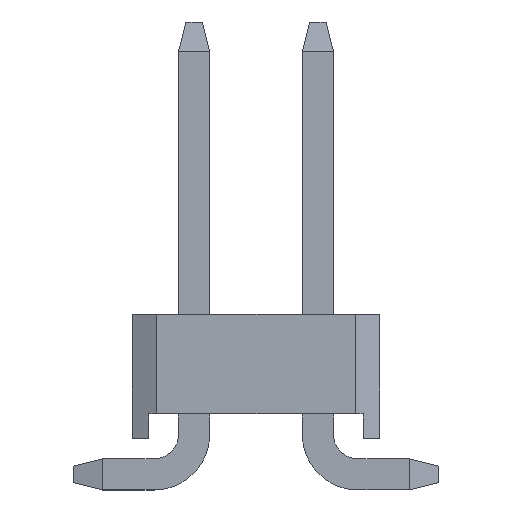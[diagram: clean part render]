
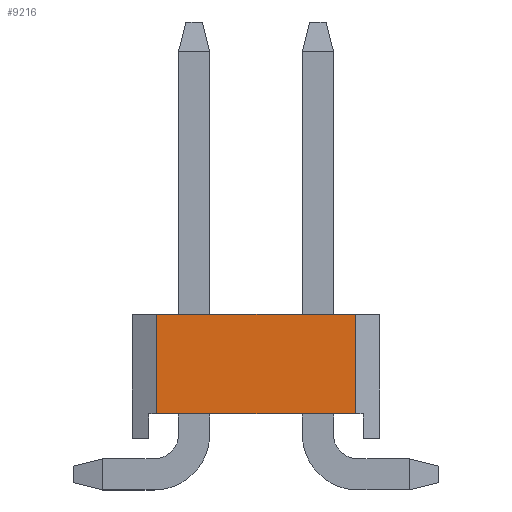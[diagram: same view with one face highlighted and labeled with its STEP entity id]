
A CAD part, front view. The second image highlights one B-rep face of the part: STEP entity #9216.
In plain terms, the highlighted face is planar.
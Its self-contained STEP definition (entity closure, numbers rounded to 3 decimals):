
#588=ORIENTED_EDGE('',*,*,#2300,.F.);
#589=ORIENTED_EDGE('',*,*,#2026,.T.);
#590=ORIENTED_EDGE('',*,*,#2323,.T.);
#591=ORIENTED_EDGE('',*,*,#2209,.T.);
#2026=EDGE_CURVE('',#2971,#2970,#3562,.T.);
#2209=EDGE_CURVE('',#3133,#3132,#3745,.T.);
#2300=EDGE_CURVE('',#2971,#3132,#3836,.T.);
#2323=EDGE_CURVE('',#2970,#3133,#3859,.T.);
#2970=VERTEX_POINT('',#11823);
#2971=VERTEX_POINT('',#11825);
#3132=VERTEX_POINT('',#12190);
#3133=VERTEX_POINT('',#12192);
#3562=LINE('',#11824,#4450);
#3745=LINE('',#12191,#4633);
#3836=LINE('',#12359,#4724);
#3859=LINE('',#12396,#4747);
#4450=VECTOR('',#10034,1000.);
#4633=VECTOR('',#10261,1000.);
#4724=VECTOR('',#10380,1000.);
#4747=VECTOR('',#10431,1000.);
#5394=EDGE_LOOP('',(#588,#589,#590,#591));
#5804=FACE_BOUND('',#5394,.T.);
#6186=PLANE('',#9605);
#9216=ADVANCED_FACE('',(#5804),#6186,.T.);
#9605=AXIS2_PLACEMENT_3D('',#12397,#10432,#10433);
#10034=DIRECTION('',(0.,-1.,0.));
#10261=DIRECTION('',(0.,1.,0.));
#10380=DIRECTION('',(0.,0.,1.));
#10431=DIRECTION('',(0.,0.,1.));
#10432=DIRECTION('',(-1.,0.,0.));
#10433=DIRECTION('',(0.,0.,1.));
#11823=CARTESIAN_POINT('',(-8.89,-2.04,-0.77));
#11824=CARTESIAN_POINT('',(-8.89,-2.54,-0.77));
#11825=CARTESIAN_POINT('',(-8.89,2.04,-0.77));
#12190=CARTESIAN_POINT('',(-8.89,2.04,1.27));
#12191=CARTESIAN_POINT('',(-8.89,-2.54,1.27));
#12192=CARTESIAN_POINT('',(-8.89,-2.04,1.27));
#12359=CARTESIAN_POINT('',(-8.89,2.04,-17.633));
#12396=CARTESIAN_POINT('',(-8.89,-2.04,-17.633));
#12397=CARTESIAN_POINT('',(-8.89,-2.54,-1.27));
